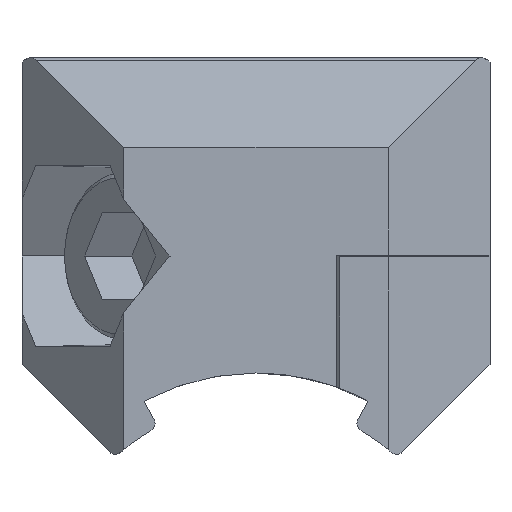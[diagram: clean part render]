
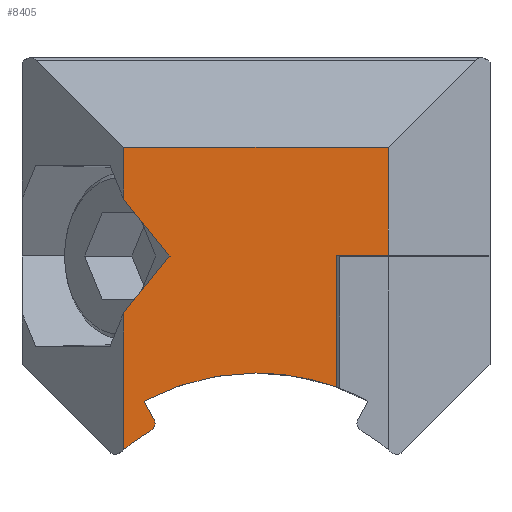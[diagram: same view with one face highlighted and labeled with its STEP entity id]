
A CAD part, left-side view. The second image highlights one B-rep face of the part: STEP entity #8405.
In plain terms, the highlighted planar face has unit normal (-1, 0, 0).
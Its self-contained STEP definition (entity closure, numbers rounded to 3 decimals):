
#33 = ORIENTED_EDGE ( 'NONE', *, *, #12762, .F. ) ;
#100 = LINE ( 'NONE', #7730, #13077 ) ;
#258 = DIRECTION ( 'NONE',  ( 0., 1., 0. ) ) ;
#315 = VECTOR ( 'NONE', #11737, 1000. ) ;
#482 = DIRECTION ( 'NONE',  ( 0., -1., 0. ) ) ;
#763 = CARTESIAN_POINT ( 'NONE',  ( -12.668, 4.961, -1.096 ) ) ;
#967 = CARTESIAN_POINT ( 'NONE',  ( -12.668, 6.305, -11.12 ) ) ;
#1028 = ORIENTED_EDGE ( 'NONE', *, *, #11840, .F. ) ;
#1053 = CARTESIAN_POINT ( 'NONE',  ( -12.668, -0.236, -22.296 ) ) ;
#1099 = AXIS2_PLACEMENT_3D ( 'NONE', #1322, #10031, #258 ) ;
#1169 = VERTEX_POINT ( 'NONE', #10588 ) ;
#1322 = CARTESIAN_POINT ( 'NONE',  ( -12.668, -10.236, -32.396 ) ) ;
#1327 = CARTESIAN_POINT ( 'NONE',  ( -12.668, 7.684, 2.307 ) ) ;
#1527 = CARTESIAN_POINT ( 'NONE',  ( -12.668, 6.458, -9.773 ) ) ;
#2089 = EDGE_LOOP ( 'NONE', ( #3415, #33, #12015, #1028, #3925, #8719, #4075, #11492, #2826, #12490, #10730, #10093, #7563 ) ) ;
#2159 = PLANE ( 'NONE',  #1099 ) ;
#2235 = DIRECTION ( 'NONE',  ( -1., 0., 0. ) ) ;
#2519 = CARTESIAN_POINT ( 'NONE',  ( -12.668, 6.458, -9.773 ) ) ;
#2665 = CARTESIAN_POINT ( 'NONE',  ( -12.668, -8.156, -1.046 ) ) ;
#2772 = CARTESIAN_POINT ( 'NONE',  ( -12.668, 4.961, -1.096 ) ) ;
#2826 = ORIENTED_EDGE ( 'NONE', *, *, #9353, .F. ) ;
#2844 = CARTESIAN_POINT ( 'NONE',  ( -12.668, 7.684, 5.397 ) ) ;
#3262 = DIRECTION ( 'NONE',  ( 0., -0.338, 0.941 ) ) ;
#3339 = LINE ( 'NONE', #6636, #9281 ) ;
#3415 = ORIENTED_EDGE ( 'NONE', *, *, #11359, .T. ) ;
#3608 = VERTEX_POINT ( 'NONE', #1327 ) ;
#3664 = LINE ( 'NONE', #11468, #7900 ) ;
#3925 = ORIENTED_EDGE ( 'NONE', *, *, #4373, .F. ) ;
#4016 = AXIS2_PLACEMENT_3D ( 'NONE', #13066, #11788, #3262 ) ;
#4075 = ORIENTED_EDGE ( 'NONE', *, *, #10157, .F. ) ;
#4185 = VECTOR ( 'NONE', #7419, 1000. ) ;
#4352 = DIRECTION ( 'NONE',  ( 0., 0., -1. ) ) ;
#4373 = EDGE_CURVE ( 'NONE', #8853, #7644, #5609, .T. ) ;
#4578 = DIRECTION ( 'NONE',  ( -1., 0., 0. ) ) ;
#4590 = AXIS2_PLACEMENT_3D ( 'NONE', #1053, #2235, #8524 ) ;
#4628 = VERTEX_POINT ( 'NONE', #6537 ) ;
#4870 = EDGE_CURVE ( 'NONE', #5430, #3608, #13036, .T. ) ;
#4915 = VERTEX_POINT ( 'NONE', #7890 ) ;
#5272 = CARTESIAN_POINT ( 'NONE',  ( -12.668, 7.684, -12.69 ) ) ;
#5430 = VERTEX_POINT ( 'NONE', #763 ) ;
#5546 = DIRECTION ( 'NONE',  ( 0., 0., -1. ) ) ;
#5609 = CIRCLE ( 'NONE', #4016, 14.2 ) ;
#5795 = DIRECTION ( 'NONE',  ( 0., 0., -1. ) ) ;
#6237 = CARTESIAN_POINT ( 'NONE',  ( -12.668, -5.036, -1.046 ) ) ;
#6481 = DIRECTION ( 'NONE',  ( 1., 0., 0. ) ) ;
#6537 = CARTESIAN_POINT ( 'NONE',  ( -12.668, -5.036, -8.932 ) ) ;
#6636 = CARTESIAN_POINT ( 'NONE',  ( -12.668, -8.156, 5.397 ) ) ;
#6666 = VECTOR ( 'NONE', #12971, 1000. ) ;
#6704 = EDGE_CURVE ( 'NONE', #13502, #9929, #10966, .T. ) ;
#6714 = VERTEX_POINT ( 'NONE', #5272 ) ;
#6940 = LINE ( 'NONE', #1527, #4185 ) ;
#6992 = AXIS2_PLACEMENT_3D ( 'NONE', #11224, #4578, #10298 ) ;
#7050 = EDGE_CURVE ( 'NONE', #8065, #12054, #12844, .T. ) ;
#7096 = CARTESIAN_POINT ( 'NONE',  ( -12.668, -5.036, -1.046 ) ) ;
#7184 = CARTESIAN_POINT ( 'NONE',  ( -12.668, -0.236, -8.096 ) ) ;
#7419 = DIRECTION ( 'NONE',  ( 0., -0.471, -0.882 ) ) ;
#7524 = FACE_OUTER_BOUND ( 'NONE', #2089, .T. ) ;
#7544 = CARTESIAN_POINT ( 'NONE',  ( -12.668, 4.961, -1.096 ) ) ;
#7563 = ORIENTED_EDGE ( 'NONE', *, *, #13968, .T. ) ;
#7635 = EDGE_CURVE ( 'NONE', #10202, #1169, #12327, .T. ) ;
#7644 = VERTEX_POINT ( 'NONE', #2519 ) ;
#7656 = VECTOR ( 'NONE', #482, 1000. ) ;
#7730 = CARTESIAN_POINT ( 'NONE',  ( -12.668, 7.684, -4.499 ) ) ;
#7890 = CARTESIAN_POINT ( 'NONE',  ( -12.668, 7.684, -4.499 ) ) ;
#7900 = VECTOR ( 'NONE', #5795, 1000. ) ;
#7975 = EDGE_CURVE ( 'NONE', #10202, #3608, #3664, .T. ) ;
#8065 = VERTEX_POINT ( 'NONE', #7096 ) ;
#8371 = LINE ( 'NONE', #2772, #9410 ) ;
#8405 = ADVANCED_FACE ( 'NONE', ( #7524 ), #2159, .F. ) ;
#8497 = EDGE_CURVE ( 'NONE', #4628, #8853, #11329, .T. ) ;
#8510 = DIRECTION ( 'NONE',  ( 0., -0.882, 0.471 ) ) ;
#8524 = DIRECTION ( 'NONE',  ( 0., 0.505, 0.863 ) ) ;
#8719 = ORIENTED_EDGE ( 'NONE', *, *, #8497, .F. ) ;
#8853 = VERTEX_POINT ( 'NONE', #7184 ) ;
#9044 = CARTESIAN_POINT ( 'NONE',  ( -12.668, 5.864, -10.884 ) ) ;
#9134 = VECTOR ( 'NONE', #13054, 1000. ) ;
#9281 = VECTOR ( 'NONE', #5546, 1000. ) ;
#9353 = EDGE_CURVE ( 'NONE', #1169, #12054, #3339, .T. ) ;
#9410 = VECTOR ( 'NONE', #11727, 1000. ) ;
#9929 = VERTEX_POINT ( 'NONE', #13808 ) ;
#10031 = DIRECTION ( 'NONE',  ( 1., 0., 0. ) ) ;
#10093 = ORIENTED_EDGE ( 'NONE', *, *, #4870, .F. ) ;
#10157 = EDGE_CURVE ( 'NONE', #8065, #4628, #13934, .T. ) ;
#10202 = VERTEX_POINT ( 'NONE', #2844 ) ;
#10298 = DIRECTION ( 'NONE',  ( 0., -0.338, 0.941 ) ) ;
#10519 = CARTESIAN_POINT ( 'NONE',  ( -12.668, -5.036, -1.046 ) ) ;
#10588 = CARTESIAN_POINT ( 'NONE',  ( -12.668, -8.156, 5.397 ) ) ;
#10730 = ORIENTED_EDGE ( 'NONE', *, *, #7975, .T. ) ;
#10769 = CIRCLE ( 'NONE', #4590, 12.45 ) ;
#10966 = CIRCLE ( 'NONE', #11409, 0.5 ) ;
#11224 = CARTESIAN_POINT ( 'NONE',  ( -12.668, -0.236, -22.296 ) ) ;
#11329 = CIRCLE ( 'NONE', #6992, 14.2 ) ;
#11359 = EDGE_CURVE ( 'NONE', #4915, #6714, #100, .T. ) ;
#11409 = AXIS2_PLACEMENT_3D ( 'NONE', #967, #6481, #8510 ) ;
#11468 = CARTESIAN_POINT ( 'NONE',  ( -12.668, 7.684, 5.397 ) ) ;
#11492 = ORIENTED_EDGE ( 'NONE', *, *, #7050, .T. ) ;
#11727 = DIRECTION ( 'NONE',  ( 0., 0.625, -0.781 ) ) ;
#11737 = DIRECTION ( 'NONE',  ( 0., 0., -1. ) ) ;
#11788 = DIRECTION ( 'NONE',  ( -1., 0., 0. ) ) ;
#11840 = EDGE_CURVE ( 'NONE', #7644, #13502, #6940, .T. ) ;
#12015 = ORIENTED_EDGE ( 'NONE', *, *, #6704, .F. ) ;
#12054 = VERTEX_POINT ( 'NONE', #2665 ) ;
#12327 = LINE ( 'NONE', #12534, #7656 ) ;
#12490 = ORIENTED_EDGE ( 'NONE', *, *, #7635, .F. ) ;
#12534 = CARTESIAN_POINT ( 'NONE',  ( -12.668, 7.684, 5.397 ) ) ;
#12762 = EDGE_CURVE ( 'NONE', #9929, #6714, #10769, .T. ) ;
#12844 = LINE ( 'NONE', #6237, #9134 ) ;
#12971 = DIRECTION ( 'NONE',  ( 0., 0.625, 0.781 ) ) ;
#13036 = LINE ( 'NONE', #7544, #6666 ) ;
#13054 = DIRECTION ( 'NONE',  ( 0., -1., 0. ) ) ;
#13066 = CARTESIAN_POINT ( 'NONE',  ( -12.668, -0.236, -22.296 ) ) ;
#13077 = VECTOR ( 'NONE', #4352, 1000. ) ;
#13502 = VERTEX_POINT ( 'NONE', #9044 ) ;
#13808 = CARTESIAN_POINT ( 'NONE',  ( -12.668, 6.053, -11.551 ) ) ;
#13934 = LINE ( 'NONE', #10519, #315 ) ;
#13968 = EDGE_CURVE ( 'NONE', #5430, #4915, #8371, .T. ) ;
